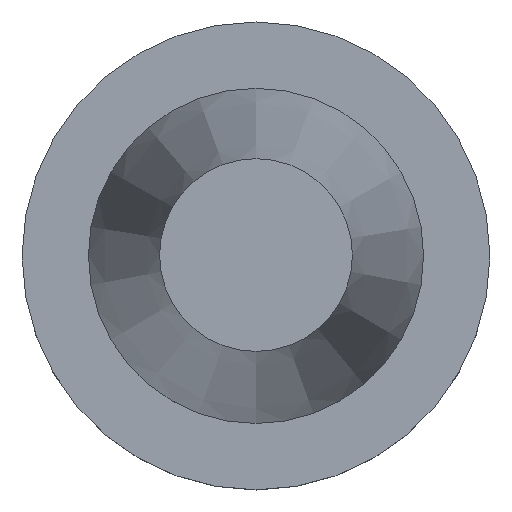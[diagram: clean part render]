
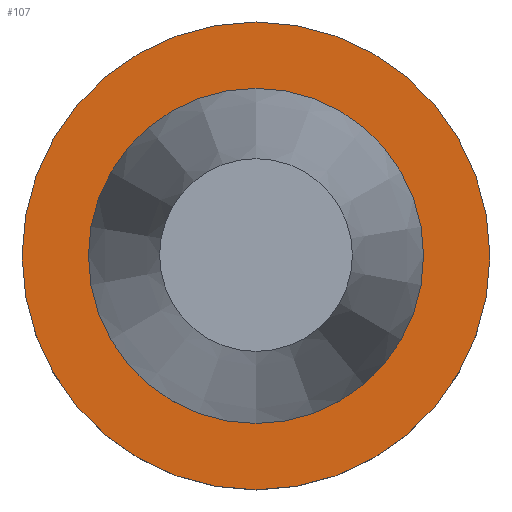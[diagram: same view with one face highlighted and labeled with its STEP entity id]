
A CAD part, top view. The second image highlights one B-rep face of the part: STEP entity #107.
In plain terms, the highlighted planar face has unit normal (0, 0, 1).
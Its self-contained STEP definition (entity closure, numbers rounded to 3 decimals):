
#83=EDGE_CURVE('240[2]',#192,#192,#193,.T.);
#107=ADVANCED_FACE('240[2]',(#228,#229),#230,.T.);
#125=EDGE_CURVE('240[2]',#257,#257,#258,.T.);
#192=VERTEX_POINT('',#328);
#193=CIRCLE('',#329,34.925);
#228=FACE_OUTER_BOUND('',#372,.T.);
#229=FACE_BOUND('',#373,.T.);
#230=PLANE('',#374);
#257=VERTEX_POINT('',#409);
#258=CIRCLE('',#410,48.75);
#328=CARTESIAN_POINT('',(0.,34.925,-1.5));
#329=AXIS2_PLACEMENT_3D('',#470,#471,#472);
#372=EDGE_LOOP('',(#508));
#373=EDGE_LOOP('',(#509));
#374=AXIS2_PLACEMENT_3D('',#510,#511,#512);
#409=CARTESIAN_POINT('',(0.,48.75,-1.5));
#410=AXIS2_PLACEMENT_3D('',#540,#541,#542);
#470=CARTESIAN_POINT('',(0.,0.,-1.5));
#471=DIRECTION('',(0.,0.,-1.0));
#472=DIRECTION('',(0.,1.0,0.));
#508=ORIENTED_EDGE('',*,*,#125,.F.);
#509=ORIENTED_EDGE('',*,*,#83,.T.);
#510=CARTESIAN_POINT('',(0.,41.838,-1.5));
#511=DIRECTION('',(0.,0.,1.0));
#512=DIRECTION('',(1.0,0.,0.0));
#540=CARTESIAN_POINT('',(0.,0.,-1.5));
#541=DIRECTION('',(0.,0.,-1.0));
#542=DIRECTION('',(0.,1.0,0.));
